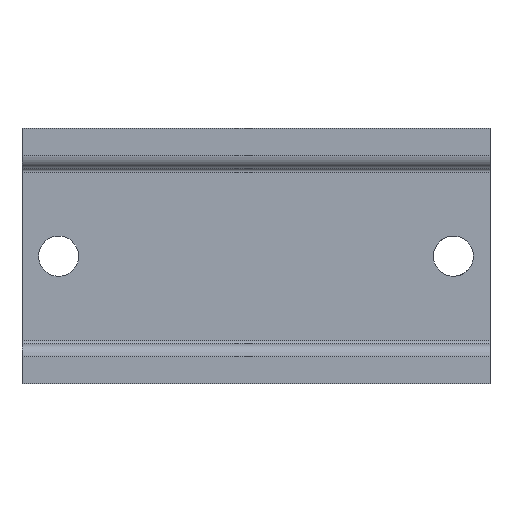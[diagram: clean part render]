
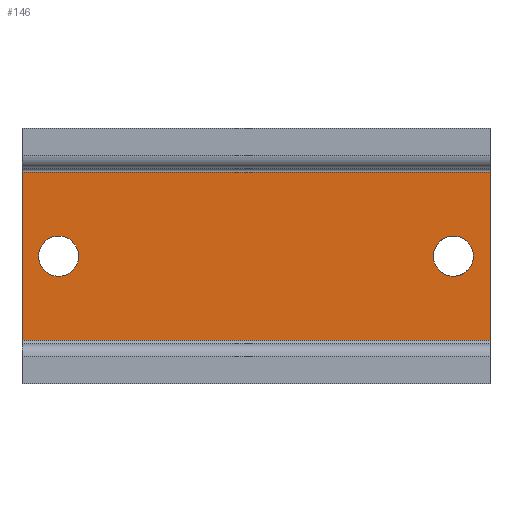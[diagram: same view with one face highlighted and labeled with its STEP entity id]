
A CAD part, top view. The second image highlights one B-rep face of the part: STEP entity #146.
In plain terms, the highlighted planar face has unit normal (0, 0, 1).
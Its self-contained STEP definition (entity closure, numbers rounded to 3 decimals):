
#39=AXIS2_PLACEMENT_3D('Circle Axis2P3D',#37,#38,$) ;
#83=AXIS2_PLACEMENT_3D('Plane Axis2P3D',#80,#81,#82) ;
#121=AXIS2_PLACEMENT_3D('Circle Axis2P3D',#119,#120,$) ;
#130=AXIS2_PLACEMENT_3D('Circle Axis2P3D',#128,#129,$) ;
#139=AXIS2_PLACEMENT_3D('Circle Axis2P3D',#137,#138,$) ;
#37=CARTESIAN_POINT('Axis2P3D Location',(5.,17.5,1.5)) ;
#41=CARTESIAN_POINT('Vertex',(5.,20.25,1.5)) ;
#43=CARTESIAN_POINT('Vertex',(5.,14.75,1.5)) ;
#80=CARTESIAN_POINT('Axis2P3D Location',(0.,29.,1.5)) ;
#85=CARTESIAN_POINT('Line Origine',(32.,29.,1.5)) ;
#89=CARTESIAN_POINT('Vertex',(0.,29.,1.5)) ;
#91=CARTESIAN_POINT('Vertex',(64.,29.,1.5)) ;
#94=CARTESIAN_POINT('Line Origine',(0.,17.5,1.5)) ;
#98=CARTESIAN_POINT('Vertex',(0.,6.,1.5)) ;
#101=CARTESIAN_POINT('Line Origine',(32.,6.,1.5)) ;
#105=CARTESIAN_POINT('Vertex',(64.,6.,1.5)) ;
#108=CARTESIAN_POINT('Line Origine',(64.,17.5,1.5)) ;
#119=CARTESIAN_POINT('Axis2P3D Location',(5.,17.5,1.5)) ;
#128=CARTESIAN_POINT('Axis2P3D Location',(59.,17.5,1.5)) ;
#132=CARTESIAN_POINT('Vertex',(59.,14.75,1.5)) ;
#134=CARTESIAN_POINT('Vertex',(59.,20.25,1.5)) ;
#137=CARTESIAN_POINT('Axis2P3D Location',(59.,17.5,1.5)) ;
#38=DIRECTION('Axis2P3D Direction',(0.,-0.,1.)) ;
#81=DIRECTION('Axis2P3D Direction',(-0.,0.,1.)) ;
#82=DIRECTION('Axis2P3D XDirection',(0.,-1.,0.)) ;
#86=DIRECTION('Vector Direction',(1.,0.,0.)) ;
#95=DIRECTION('Vector Direction',(0.,-1.,0.)) ;
#102=DIRECTION('Vector Direction',(1.,0.,0.)) ;
#109=DIRECTION('Vector Direction',(0.,-1.,0.)) ;
#120=DIRECTION('Axis2P3D Direction',(-0.,0.,1.)) ;
#129=DIRECTION('Axis2P3D Direction',(-0.,0.,1.)) ;
#138=DIRECTION('Axis2P3D Direction',(-0.,0.,1.)) ;
#87=VECTOR('Line Direction',#86,1.) ;
#96=VECTOR('Line Direction',#95,1.) ;
#103=VECTOR('Line Direction',#102,1.) ;
#110=VECTOR('Line Direction',#109,1.) ;
#114=ORIENTED_EDGE('',*,*,#93,.F.) ;
#115=ORIENTED_EDGE('',*,*,#100,.T.) ;
#116=ORIENTED_EDGE('',*,*,#107,.T.) ;
#117=ORIENTED_EDGE('',*,*,#112,.F.) ;
#125=ORIENTED_EDGE('',*,*,#123,.F.) ;
#126=ORIENTED_EDGE('',*,*,#45,.F.) ;
#143=ORIENTED_EDGE('',*,*,#136,.F.) ;
#144=ORIENTED_EDGE('',*,*,#141,.F.) ;
#127=FACE_BOUND('',#124,.T.) ;
#145=FACE_BOUND('',#142,.T.) ;
#146=ADVANCED_FACE('Rail',(#118,#127,#145),#84,.T.) ;
#40=CIRCLE('generated circle',#39,2.75) ;
#122=CIRCLE('generated circle',#121,2.75) ;
#131=CIRCLE('generated circle',#130,2.75) ;
#140=CIRCLE('generated circle',#139,2.75) ;
#45=EDGE_CURVE('',#42,#44,#40,.T.) ;
#93=EDGE_CURVE('',#90,#92,#88,.T.) ;
#100=EDGE_CURVE('',#90,#99,#97,.T.) ;
#107=EDGE_CURVE('',#99,#106,#104,.T.) ;
#112=EDGE_CURVE('',#92,#106,#111,.T.) ;
#123=EDGE_CURVE('',#44,#42,#122,.T.) ;
#136=EDGE_CURVE('',#133,#135,#131,.T.) ;
#141=EDGE_CURVE('',#135,#133,#140,.T.) ;
#113=EDGE_LOOP('',(#114,#115,#116,#117)) ;
#124=EDGE_LOOP('',(#125,#126)) ;
#142=EDGE_LOOP('',(#143,#144)) ;
#118=FACE_OUTER_BOUND('',#113,.T.) ;
#88=LINE('Line',#85,#87) ;
#97=LINE('Line',#94,#96) ;
#104=LINE('Line',#101,#103) ;
#111=LINE('Line',#108,#110) ;
#84=PLANE('',#83) ;
#42=VERTEX_POINT('',#41) ;
#44=VERTEX_POINT('',#43) ;
#90=VERTEX_POINT('',#89) ;
#92=VERTEX_POINT('',#91) ;
#99=VERTEX_POINT('',#98) ;
#106=VERTEX_POINT('',#105) ;
#133=VERTEX_POINT('',#132) ;
#135=VERTEX_POINT('',#134) ;
